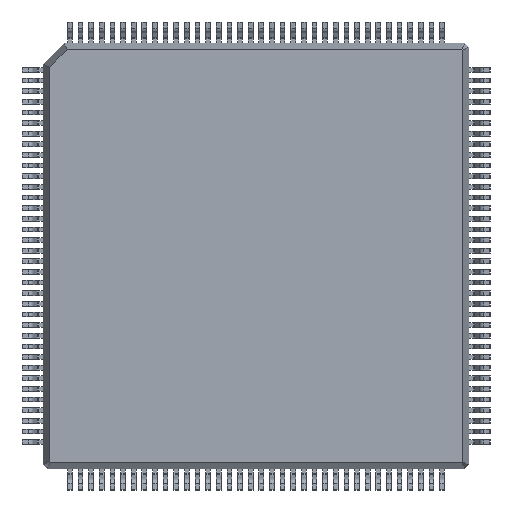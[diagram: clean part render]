
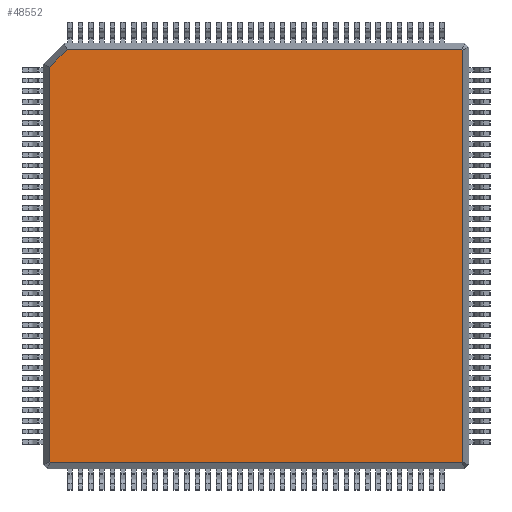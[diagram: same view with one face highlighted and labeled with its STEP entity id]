
A CAD part, front view. The second image highlights one B-rep face of the part: STEP entity #48552.
In plain terms, the highlighted planar face has unit normal (0, -1, 0).
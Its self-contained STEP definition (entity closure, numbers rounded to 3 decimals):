
#16=DIRECTION('',(0.,0.,1.));
#17=VECTOR('',#16,19.351);
#18=CARTESIAN_POINT('',(9.7,0.,-9.676));
#19=LINE('',#18,#17);
#24=DIRECTION('',(0.707,0.,0.707));
#25=VECTOR('',#24,0.034);
#26=CARTESIAN_POINT('',(9.676,0.,-9.7));
#27=LINE('',#26,#25);
#31=DIRECTION('',(1.,0.,0.));
#32=VECTOR('',#31,19.351);
#33=CARTESIAN_POINT('',(-9.676,0.,-9.7));
#34=LINE('',#33,#32);
#38=DIRECTION('',(0.707,0.,-0.707));
#39=VECTOR('',#38,0.034);
#40=CARTESIAN_POINT('',(-9.7,0.,-9.676));
#41=LINE('',#40,#39);
#45=DIRECTION('',(0.,0.,-1.));
#46=VECTOR('',#45,18.551);
#47=CARTESIAN_POINT('',(-9.7,0.,8.876));
#48=LINE('',#47,#46);
#52=DIRECTION('',(-0.707,0.,-0.707));
#53=VECTOR('',#52,1.166);
#54=CARTESIAN_POINT('',(-8.876,0.,9.7));
#55=LINE('',#54,#53);
#59=DIRECTION('',(-1.,0.,0.));
#60=VECTOR('',#59,18.551);
#61=CARTESIAN_POINT('',(9.676,0.,9.7));
#62=LINE('',#61,#60);
#66=DIRECTION('',(-0.707,0.,0.707));
#67=VECTOR('',#66,0.034);
#68=CARTESIAN_POINT('',(9.7,0.,9.676));
#69=LINE('',#68,#67);
#40993=CARTESIAN_POINT('',(9.7,0.,-9.676));
#40994=CARTESIAN_POINT('',(9.7,0.,9.676));
#40995=VERTEX_POINT('',#40993);
#40996=VERTEX_POINT('',#40994);
#41005=CARTESIAN_POINT('',(-9.676,0.,-9.7));
#41006=CARTESIAN_POINT('',(9.676,0.,-9.7));
#41007=VERTEX_POINT('',#41005);
#41008=VERTEX_POINT('',#41006);
#41013=CARTESIAN_POINT('',(-9.7,0.,8.876));
#41014=CARTESIAN_POINT('',(-9.7,0.,-9.676));
#41015=VERTEX_POINT('',#41013);
#41016=VERTEX_POINT('',#41014);
#41017=CARTESIAN_POINT('',(9.676,0.,9.7));
#41018=CARTESIAN_POINT('',(-8.876,0.,9.7));
#41019=VERTEX_POINT('',#41017);
#41020=VERTEX_POINT('',#41018);
#48529=CARTESIAN_POINT('',(0.,0.,0.));
#48530=DIRECTION('',(0.,1.,0.));
#48531=DIRECTION('',(1.,0.,0.));
#48532=AXIS2_PLACEMENT_3D('',#48529,#48530,#48531);
#48533=PLANE('',#48532);
#48535=ORIENTED_EDGE('',*,*,#48534,.F.);
#48537=ORIENTED_EDGE('',*,*,#48536,.F.);
#48539=ORIENTED_EDGE('',*,*,#48538,.F.);
#48541=ORIENTED_EDGE('',*,*,#48540,.F.);
#48543=ORIENTED_EDGE('',*,*,#48542,.F.);
#48545=ORIENTED_EDGE('',*,*,#48544,.F.);
#48547=ORIENTED_EDGE('',*,*,#48546,.F.);
#48549=ORIENTED_EDGE('',*,*,#48548,.F.);
#48550=EDGE_LOOP('',(#48535,#48537,#48539,#48541,#48543,#48545,#48547,#48549));
#48551=FACE_OUTER_BOUND('',#48550,.F.);
#48552=ADVANCED_FACE('',(#48551),#48533,.F.);
#48534=EDGE_CURVE('',#40995,#40996,#19,.T.);
#48536=EDGE_CURVE('',#41008,#40995,#27,.T.);
#48538=EDGE_CURVE('',#41007,#41008,#34,.T.);
#48540=EDGE_CURVE('',#41016,#41007,#41,.T.);
#48542=EDGE_CURVE('',#41015,#41016,#48,.T.);
#48544=EDGE_CURVE('',#41020,#41015,#55,.T.);
#48546=EDGE_CURVE('',#41019,#41020,#62,.T.);
#48548=EDGE_CURVE('',#40996,#41019,#69,.T.);
